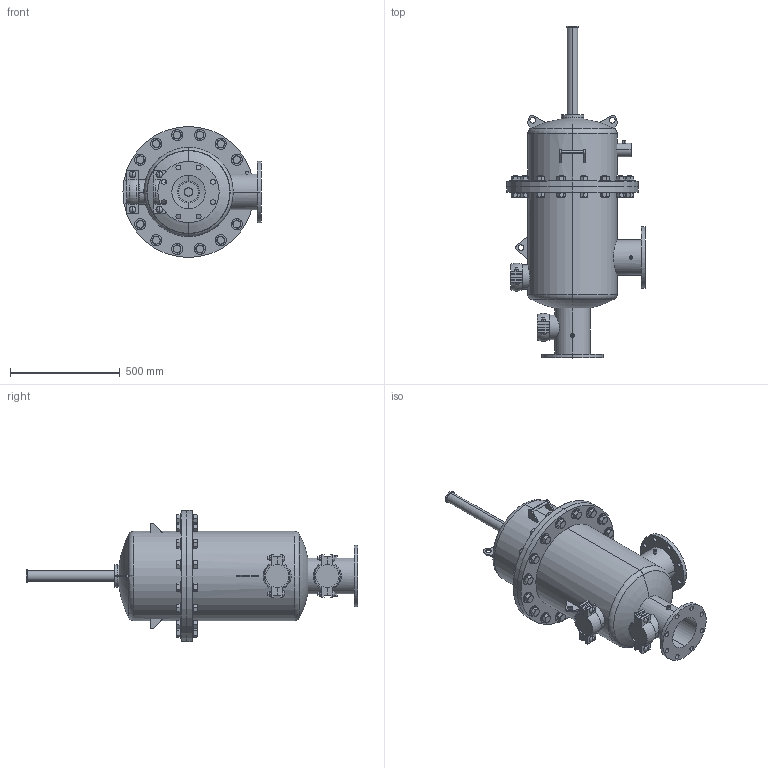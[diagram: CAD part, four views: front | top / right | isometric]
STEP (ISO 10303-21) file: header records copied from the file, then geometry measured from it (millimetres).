
FILE_DESCRIPTION (( 'STEP AP203' ), '1' );
FILE_NAME ('D6-90.STEP', '2020-09-25T10:21:39', ( '' ), ( '' ), 'SwSTEP 2.0', 'SolidWorks 2018', '' );
FILE_SCHEMA (( 'CONFIG_CONTROL_DESIGN' ));
Length unit declared in the file: inch
Products named in the file (1): D6-90
Bounding box: 628.65 x 1511.93 x 596.9 mm (x, y, z)
Volume: 18380301.4 mm3; surface area: 4338264.9 mm2
Topology: 30 solids, 30 shells, 1434 faces, 3223 edges, 1998 vertices
Faces by surface type: plane 520, cylinder 454, cone 432, torus 20, sphere 8
Entity records: 46221 total; most frequent: CARTESIAN_POINT 14625, DIRECTION 6525, ORIENTED_EDGE 6446, EDGE_CURVE 3223, AXIS2_PLACEMENT_3D 2801, VERTEX_POINT 1998, EDGE_LOOP 1727, FACE_OUTER_BOUND 1434
